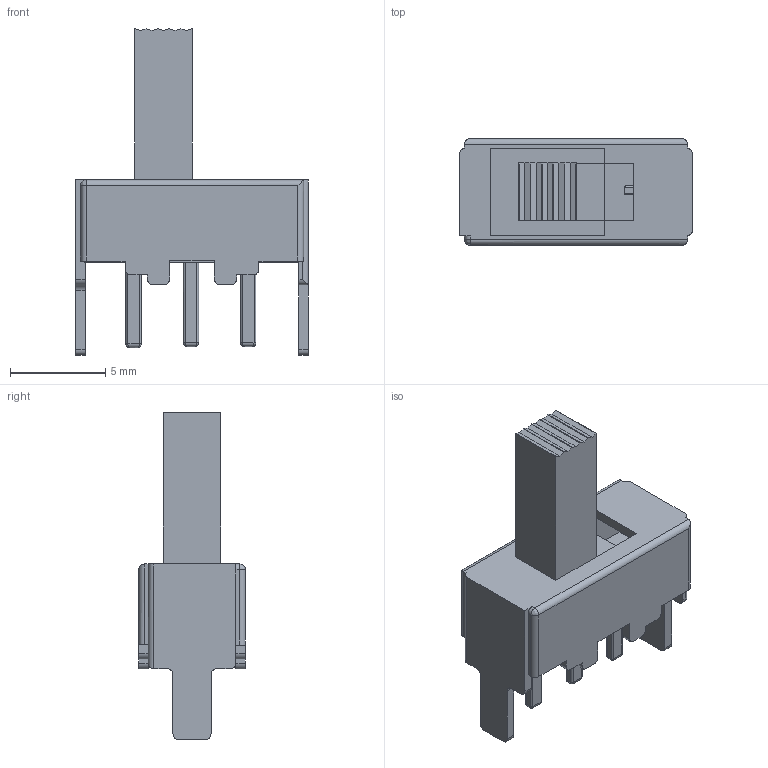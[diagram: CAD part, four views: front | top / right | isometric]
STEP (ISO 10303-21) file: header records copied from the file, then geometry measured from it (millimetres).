
FILE_DESCRIPTION (( 'STEP AP214' ), '1' );
FILE_NAME ('User Library-slide_switch1p2t.STEP', '2021-01-12T13:54:50', ( '' ), ( '' ), 'SwSTEP 2.0', 'SolidWorks 2020', '' );
FILE_SCHEMA (( 'AUTOMOTIVE_DESIGN' ));
Length unit declared in the file: metre
Products named in the file (5): Part 1_3; Part 1_4; Part 1_2; User Library-slide_switch1p2t; Part 1
Assembly tree (6 placements, depth 2):
  User Library-slide_switch1p2t
    Part 1
    Part 1_2
    Part 1_3
    Part 1_4  x3
Bounding box: 12.2 x 5.6 x 17.14 mm (x, y, z)
Volume: 347.1 mm3; surface area: 883.1 mm2
Topology: 6 solids, 6 shells, 244 faces, 636 edges, 395 vertices
Faces by surface type: plane 137, cylinder 62, bspline 45
Entity records: 6997 total; most frequent: CARTESIAN_POINT 1914, ORIENTED_EDGE 1094, DIRECTION 876, EDGE_CURVE 547, VECTOR 406, LINE 406, VERTEX_POINT 355, AXIS2_PLACEMENT_3D 235
